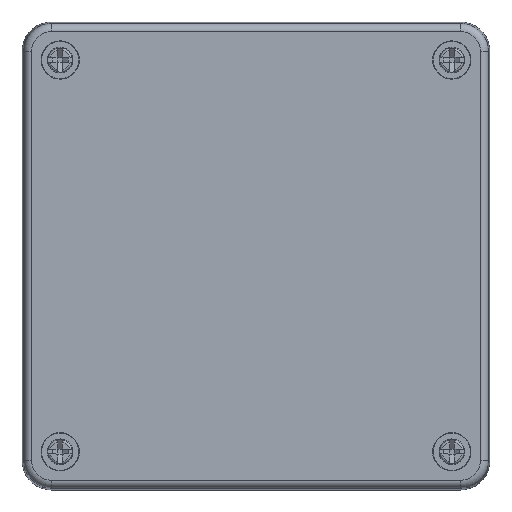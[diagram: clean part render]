
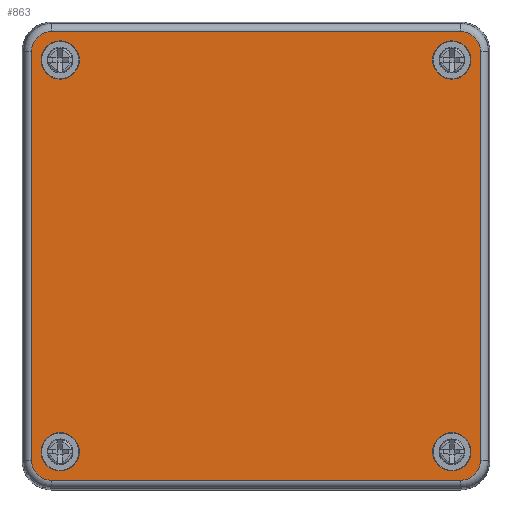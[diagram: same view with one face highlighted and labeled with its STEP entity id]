
A CAD part, top view. The second image highlights one B-rep face of the part: STEP entity #863.
In plain terms, the highlighted planar face has unit normal (0, 0, 1).
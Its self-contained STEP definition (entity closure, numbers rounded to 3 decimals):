
#863 = ADVANCED_FACE( '', ( #1991, #1992, #1993, #1994, #1995 ), #1996, .F. );
#1991 = FACE_BOUND( '', #3455, .T. );
#1992 = FACE_BOUND( '', #3456, .T. );
#1993 = FACE_BOUND( '', #3457, .T. );
#1994 = FACE_BOUND( '', #3458, .T. );
#1995 = FACE_OUTER_BOUND( '', #3459, .T. );
#1996 = PLANE( '', #3460 );
#3455 = EDGE_LOOP( '', ( #5725 ) );
#3456 = EDGE_LOOP( '', ( #5726 ) );
#3457 = EDGE_LOOP( '', ( #5727 ) );
#3458 = EDGE_LOOP( '', ( #5728 ) );
#3459 = EDGE_LOOP( '', ( #5729, #5730, #5731, #5732, #5733, #5734, #5735, #5736 ) );
#3460 = AXIS2_PLACEMENT_3D( '', #5737, #5738, #5739 );
#5725 = ORIENTED_EDGE( '', *, *, #8691, .T. );
#5726 = ORIENTED_EDGE( '', *, *, #8692, .T. );
#5727 = ORIENTED_EDGE( '', *, *, #8673, .T. );
#5728 = ORIENTED_EDGE( '', *, *, #8643, .T. );
#5729 = ORIENTED_EDGE( '', *, *, #8693, .T. );
#5730 = ORIENTED_EDGE( '', *, *, #8694, .F. );
#5731 = ORIENTED_EDGE( '', *, *, #8695, .T. );
#5732 = ORIENTED_EDGE( '', *, *, #8696, .F. );
#5733 = ORIENTED_EDGE( '', *, *, #8697, .F. );
#5734 = ORIENTED_EDGE( '', *, *, #8547, .T. );
#5735 = ORIENTED_EDGE( '', *, *, #8698, .F. );
#5736 = ORIENTED_EDGE( '', *, *, #8465, .T. );
#5737 = CARTESIAN_POINT( '', ( 52., 57.054, 19. ) );
#5738 = DIRECTION( '', ( 0., 0., -1. ) );
#5739 = DIRECTION( '', ( -1., 0., 0. ) );
#8465 = EDGE_CURVE( '', #10209, #10207, #10210, .T. );
#8547 = EDGE_CURVE( '', #10342, #10340, #10343, .T. );
#8643 = EDGE_CURVE( '', #10481, #10481, #10482, .T. );
#8673 = EDGE_CURVE( '', #10526, #10526, #10527, .T. );
#8691 = EDGE_CURVE( '', #10552, #10552, #10553, .T. );
#8692 = EDGE_CURVE( '', #10554, #10554, #10555, .T. );
#8693 = EDGE_CURVE( '', #10207, #10556, #10557, .T. );
#8694 = EDGE_CURVE( '', #10558, #10556, #10559, .T. );
#8695 = EDGE_CURVE( '', #10558, #10560, #10561, .T. );
#8696 = EDGE_CURVE( '', #10562, #10560, #10563, .T. );
#8697 = EDGE_CURVE( '', #10342, #10562, #10564, .T. );
#8698 = EDGE_CURVE( '', #10209, #10340, #10565, .T. );
#10207 = VERTEX_POINT( '', #12522 );
#10209 = VERTEX_POINT( '', #12524 );
#10210 = LINE( '', #12525, #12526 );
#10340 = VERTEX_POINT( '', #12689 );
#10342 = VERTEX_POINT( '', #12691 );
#10343 = LINE( '', #12692, #12693 );
#10481 = VERTEX_POINT( '', #12870 );
#10482 = CIRCLE( '', #12871, 4.868 );
#10526 = VERTEX_POINT( '', #12926 );
#10527 = CIRCLE( '', #12927, 4.868 );
#10552 = VERTEX_POINT( '', #12962 );
#10553 = CIRCLE( '', #12963, 4.868 );
#10554 = VERTEX_POINT( '', #12964 );
#10555 = CIRCLE( '', #12965, 4.868 );
#10556 = VERTEX_POINT( '', #12966 );
#10557 = CIRCLE( '', #12967, 5.054 );
#10558 = VERTEX_POINT( '', #12968 );
#10559 = LINE( '', #12969, #12970 );
#10560 = VERTEX_POINT( '', #12971 );
#10561 = CIRCLE( '', #12972, 5.054 );
#10562 = VERTEX_POINT( '', #12973 );
#10563 = LINE( '', #12974, #12975 );
#10564 = CIRCLE( '', #12976, 5.054 );
#10565 = CIRCLE( '', #12977, 5.054 );
#12522 = CARTESIAN_POINT( '', ( -57.054, -52., 19. ) );
#12524 = CARTESIAN_POINT( '', ( -57.054, 52., 19. ) );
#12525 = CARTESIAN_POINT( '', ( -57.054, 52., 19. ) );
#12526 = VECTOR( '', #14747, 1000. );
#12689 = CARTESIAN_POINT( '', ( -52., 57.054, 19. ) );
#12691 = CARTESIAN_POINT( '', ( 52., 57.054, 19. ) );
#12692 = CARTESIAN_POINT( '', ( 52., 57.054, 19. ) );
#12693 = VECTOR( '', #14880, 1000. );
#12870 = CARTESIAN_POINT( '', ( 44.932, 49.8, 19. ) );
#12871 = AXIS2_PLACEMENT_3D( '', #15001, #15002, #15003 );
#12926 = CARTESIAN_POINT( '', ( 44.932, -49.8, 19. ) );
#12927 = AXIS2_PLACEMENT_3D( '', #15042, #15043, #15044 );
#12962 = CARTESIAN_POINT( '', ( -54.668, -49.8, 19. ) );
#12963 = AXIS2_PLACEMENT_3D( '', #15061, #15062, #15063 );
#12964 = CARTESIAN_POINT( '', ( -54.668, 49.8, 19. ) );
#12965 = AXIS2_PLACEMENT_3D( '', #15064, #15065, #15066 );
#12966 = CARTESIAN_POINT( '', ( -52., -57.054, 19. ) );
#12967 = AXIS2_PLACEMENT_3D( '', #15067, #15068, #15069 );
#12968 = CARTESIAN_POINT( '', ( 52., -57.054, 19. ) );
#12969 = CARTESIAN_POINT( '', ( 52., -57.054, 19. ) );
#12970 = VECTOR( '', #15070, 1000. );
#12971 = CARTESIAN_POINT( '', ( 57.054, -52., 19. ) );
#12972 = AXIS2_PLACEMENT_3D( '', #15071, #15072, #15073 );
#12973 = CARTESIAN_POINT( '', ( 57.054, 52., 19. ) );
#12974 = CARTESIAN_POINT( '', ( 57.054, 52., 19. ) );
#12975 = VECTOR( '', #15074, 1000. );
#12976 = AXIS2_PLACEMENT_3D( '', #15075, #15076, #15077 );
#12977 = AXIS2_PLACEMENT_3D( '', #15078, #15079, #15080 );
#14747 = DIRECTION( '', ( 0., -1., 0. ) );
#14880 = DIRECTION( '', ( -1., 0., 0. ) );
#15001 = CARTESIAN_POINT( '', ( 49.8, 49.8, 19. ) );
#15002 = DIRECTION( '', ( 0., 0., -1. ) );
#15003 = DIRECTION( '', ( -1., 0., 0. ) );
#15042 = CARTESIAN_POINT( '', ( 49.8, -49.8, 19. ) );
#15043 = DIRECTION( '', ( 0., 0., -1. ) );
#15044 = DIRECTION( '', ( -1., 0., 0. ) );
#15061 = CARTESIAN_POINT( '', ( -49.8, -49.8, 19. ) );
#15062 = DIRECTION( '', ( 0., 0., -1. ) );
#15063 = DIRECTION( '', ( -1., 0., 0. ) );
#15064 = CARTESIAN_POINT( '', ( -49.8, 49.8, 19. ) );
#15065 = DIRECTION( '', ( 0., 0., -1. ) );
#15066 = DIRECTION( '', ( -1., 0., 0. ) );
#15067 = CARTESIAN_POINT( '', ( -52., -52., 19. ) );
#15068 = DIRECTION( '', ( 0., 0., 1. ) );
#15069 = DIRECTION( '', ( 1., 0., 0. ) );
#15070 = DIRECTION( '', ( -1., 0., 0. ) );
#15071 = CARTESIAN_POINT( '', ( 52., -52., 19. ) );
#15072 = DIRECTION( '', ( 0., 0., 1. ) );
#15073 = DIRECTION( '', ( 1., 0., 0. ) );
#15074 = DIRECTION( '', ( 0., -1., 0. ) );
#15075 = CARTESIAN_POINT( '', ( 52., 52., 19. ) );
#15076 = DIRECTION( '', ( 0., 0., -1. ) );
#15077 = DIRECTION( '', ( -1., 0., 0. ) );
#15078 = CARTESIAN_POINT( '', ( -52., 52., 19. ) );
#15079 = DIRECTION( '', ( 0., 0., -1. ) );
#15080 = DIRECTION( '', ( -1., 0., 0. ) );
